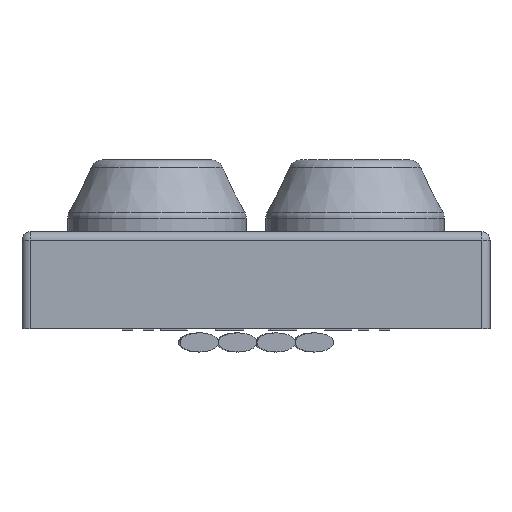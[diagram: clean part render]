
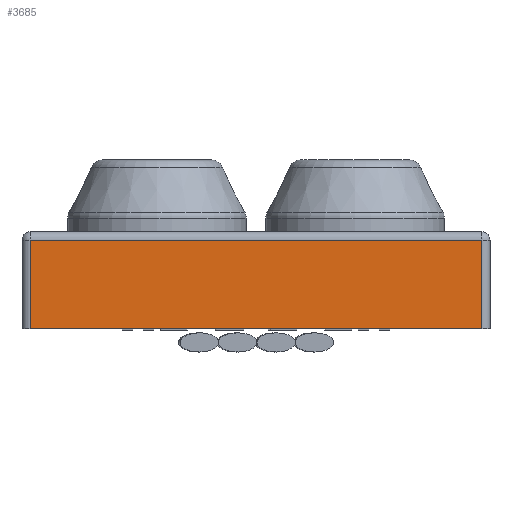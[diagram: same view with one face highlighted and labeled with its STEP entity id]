
A CAD part, left-side view. The second image highlights one B-rep face of the part: STEP entity #3685.
In plain terms, the highlighted planar face has unit normal (-1, 0, 0).
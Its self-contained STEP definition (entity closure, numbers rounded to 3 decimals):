
#154=FACE_OUTER_BOUND('',#411,.T.);
#411=EDGE_LOOP('',(#2643,#2644,#2645,#2646));
#738=LINE('',#5384,#1141);
#854=LINE('',#5688,#1257);
#857=LINE('',#5701,#1260);
#861=LINE('',#5718,#1264);
#1141=VECTOR('',#4275,1000.);
#1257=VECTOR('',#4465,1000.);
#1260=VECTOR('',#4480,1000.);
#1264=VECTOR('',#4502,1000.);
#1544=VERTEX_POINT('',#5382);
#1545=VERTEX_POINT('',#5383);
#1696=VERTEX_POINT('',#5687);
#1699=VERTEX_POINT('',#5697);
#1898=EDGE_CURVE('',#1544,#1545,#738,.T.);
#2050=EDGE_CURVE('',#1696,#1544,#854,.T.);
#2057=EDGE_CURVE('',#1699,#1696,#857,.T.);
#2066=EDGE_CURVE('',#1545,#1699,#861,.T.);
#2643=ORIENTED_EDGE('',*,*,#2057,.T.);
#2644=ORIENTED_EDGE('',*,*,#2050,.T.);
#2645=ORIENTED_EDGE('',*,*,#1898,.T.);
#2646=ORIENTED_EDGE('',*,*,#2066,.T.);
#3515=PLANE('',#3993);
#3685=ADVANCED_FACE('',(#154),#3515,.T.);
#3993=AXIS2_PLACEMENT_3D('',#5759,#4553,#4554);
#4275=DIRECTION('',(0.,-1.,0.));
#4465=DIRECTION('',(0.,0.,-1.));
#4480=DIRECTION('',(0.,1.,0.));
#4502=DIRECTION('',(0.,0.,1.));
#4553=DIRECTION('center_axis',(-1.,0.,0.));
#4554=DIRECTION('ref_axis',(0.,0.,
-1.));
#5382=CARTESIAN_POINT('',(142.951,-99.654,0.));
#5383=CARTESIAN_POINT('',(142.951,-110.354,0.));
#5384=CARTESIAN_POINT('',(142.951,-99.454,0.));
#5687=CARTESIAN_POINT('',(142.951,-99.654,2.1));
#5688=CARTESIAN_POINT('',(142.951,-99.654,-16.498));
#5697=CARTESIAN_POINT('',(142.951,-110.354,2.1));
#5701=CARTESIAN_POINT('',(142.951,-99.454,2.1));
#5718=CARTESIAN_POINT('',(142.951,-110.354,-16.498));
#5759=CARTESIAN_POINT('Origin',(142.951,-99.454,-16.498));
